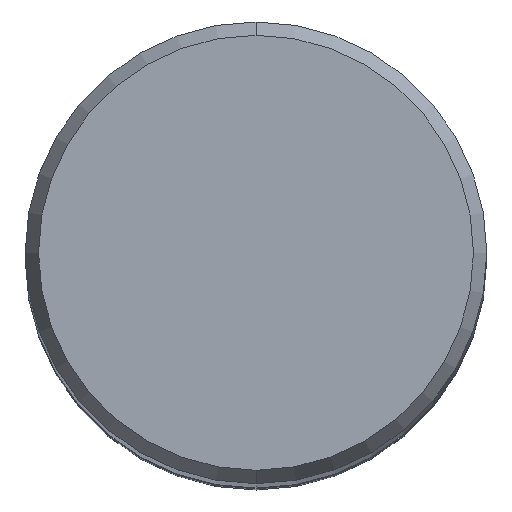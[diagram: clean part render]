
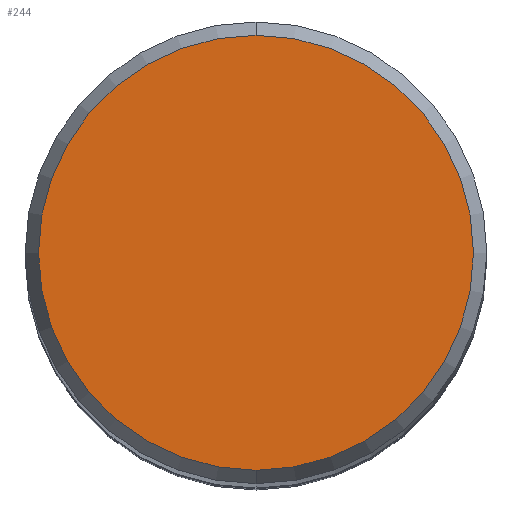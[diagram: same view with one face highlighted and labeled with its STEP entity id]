
A CAD part, top view. The second image highlights one B-rep face of the part: STEP entity #244.
In plain terms, the highlighted planar face has unit normal (0, 0, 1).
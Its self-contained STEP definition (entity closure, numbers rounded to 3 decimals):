
#210=EDGE_CURVE('',#414,#280,#542,.T.);
#244=ADVANCED_FACE('',(#583),#584,.T.);
#280=VERTEX_POINT('',#622);
#408=EDGE_CURVE('',#280,#414,#766,.T.);
#414=VERTEX_POINT('',#772);
#542=CIRCLE('',#923,3.74);
#583=FACE_OUTER_BOUND('',#979,.T.);
#584=PLANE('',#980);
#622=CARTESIAN_POINT('',(0.0,3.74,0.0));
#766=CIRCLE('',#1326,3.74);
#772=CARTESIAN_POINT('',(0.,-3.74,0.0));
#923=AXIS2_PLACEMENT_3D('',#1577,#1578,#1579);
#979=EDGE_LOOP('',(#1653,#1654));
#980=AXIS2_PLACEMENT_3D('',#1655,#1656,#1657);
#1326=AXIS2_PLACEMENT_3D('',#1855,#1856,#1857);
#1577=CARTESIAN_POINT('',(0.0,0.0,0.0));
#1578=DIRECTION('',(0.0,0.0,-1.0));
#1579=DIRECTION('',(0.0,1.0,0.0));
#1653=ORIENTED_EDGE('',*,*,#408,.F.);
#1654=ORIENTED_EDGE('',*,*,#210,.F.);
#1655=CARTESIAN_POINT('',(0.0,1.87,0.0));
#1656=DIRECTION('',(-0.0,0.0,1.0));
#1657=DIRECTION('',(0.0,-1.0,0.0));
#1855=CARTESIAN_POINT('',(0.0,0.0,0.0));
#1856=DIRECTION('',(0.0,0.0,-1.0));
#1857=DIRECTION('',(0.0,1.0,0.0));
